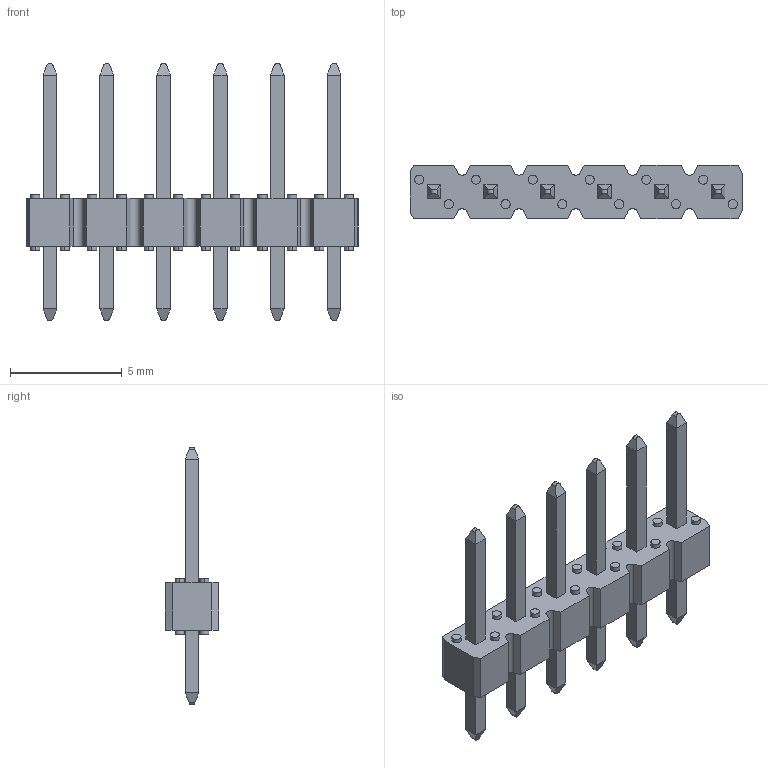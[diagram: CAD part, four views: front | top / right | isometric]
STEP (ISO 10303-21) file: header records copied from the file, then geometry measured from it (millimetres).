
FILE_DESCRIPTION((''),'2;1');
FILE_NAME('77311-Y18-06_ASM','2006-11-25T',('lmulin'),('FCI - CDC Division'),'PRO/ENGINEER BY PARAMETRIC TECHNOLOGY CORPORATION, 2004490','PRO/ENGINEER BY PARAMETRIC TECHNOLOGY CORPORATION, 2004490','');
FILE_SCHEMA(('CONFIG_CONTROL_DESIGN'));
Length unit declared in the file: millimetre
Products named in the file (3): 98471_006; 77310_Y16; 77311-Y18-06_ASM
Assembly tree (7 placements, depth 2):
  77311-Y18-06_ASM
    98471_006
    77310_Y16  x6
Bounding box: 14.84 x 2.41 x 11.5 mm (x, y, z)
Volume: 92 mm3; surface area: 349.7 mm2
Topology: 7 solids, 7 shells, 234 faces, 540 edges, 344 vertices
Faces by surface type: plane 160, cylinder 74
Entity records: 5019 total; most frequent: CARTESIAN_POINT 884, DIRECTION 868, ORIENTED_EDGE 800, EDGE_CURVE 400, AXIS2_PLACEMENT_3D 298, VECTOR 272, LINE 272, VERTEX_POINT 264
